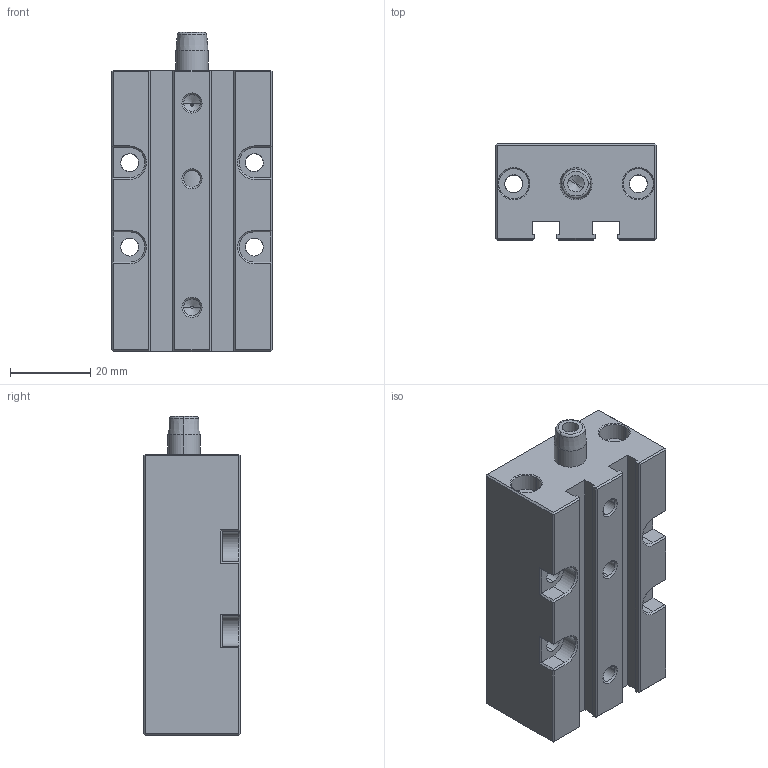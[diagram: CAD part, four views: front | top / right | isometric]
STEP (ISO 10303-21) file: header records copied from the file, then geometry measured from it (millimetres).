
FILE_DESCRIPTION(('CATIA V5 STEP Exchange'),'2;1');
FILE_NAME('SCB_12_T07_TUENKERS.stp','2020-06-29T09:58:29+00:00',('none'),('none'),'CATIA Version 5 Release 19 SP 9 (IN-10)','CATIA V5 STEP AP214','none');
FILE_SCHEMA(('AUTOMOTIVE_DESIGN { 1 0 10303 214 1 1 1 1 }'));
Length unit declared in the file: millimetre
Products named in the file (1): SCB_12_T07_TUENKERS
Bounding box: 40 x 24 x 79.4 mm (x, y, z)
Volume: 58332.8 mm3; surface area: 15745.4 mm2
Topology: 1 solids, 1 shells, 186 faces, 430 edges, 242 vertices
Faces by surface type: plane 97, cylinder 53, cone 34, torus 2
Entity records: 6925 total; most frequent: CARTESIAN_POINT 1561, ORIENTED_EDGE 852, DIRECTION 743, EDGE_CURVE 426, VECTOR 292, LINE 292, AXIS2_PLACEMENT_3D 268, VERTEX_POINT 242
